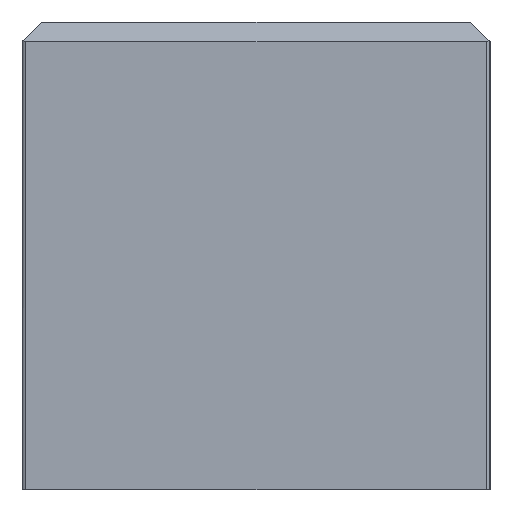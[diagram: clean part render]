
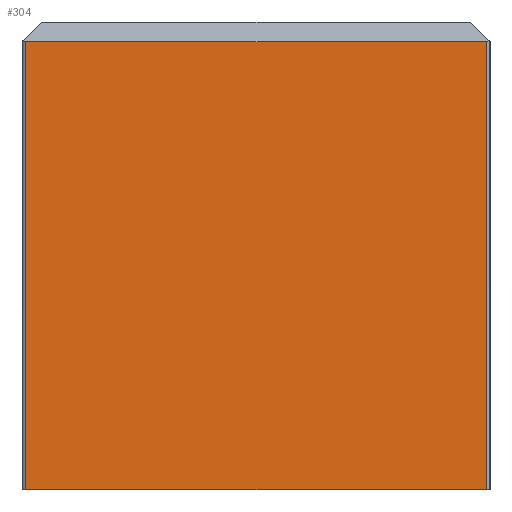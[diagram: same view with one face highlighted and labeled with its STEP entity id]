
A CAD part, left-side view. The second image highlights one B-rep face of the part: STEP entity #304.
In plain terms, the highlighted planar face has unit normal (-1, 0, 0).
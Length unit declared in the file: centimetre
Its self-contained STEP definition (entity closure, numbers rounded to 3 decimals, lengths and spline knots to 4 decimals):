
#2 = VERTEX_POINT ( 'NONE', #349 ) ;
#6 = CARTESIAN_POINT ( 'NONE',  ( -0.1068, 0.0682, 0.12 ) ) ;
#20 = DIRECTION ( 'NONE',  ( 0., 0., 1. ) ) ;
#26 = CARTESIAN_POINT ( 'NONE',  ( -0.1068, 0.0672, 0.115 ) ) ;
#37 = ORIENTED_EDGE ( 'NONE', *, *, #328, .T. ) ;
#42 = FACE_OUTER_BOUND ( 'NONE', #466, .T. ) ;
#51 = LINE ( 'NONE', #165, #127 ) ;
#53 = DIRECTION ( 'NONE',  ( 0., 1., 0. ) ) ;
#84 = CARTESIAN_POINT ( 'NONE',  ( -0.1068, -0.0508, 0.115 ) ) ;
#92 = ORIENTED_EDGE ( 'NONE', *, *, #220, .T. ) ;
#113 = DIRECTION ( 'NONE',  ( 1., 0., 0. ) ) ;
#127 = VECTOR ( 'NONE', #53, 100. ) ;
#165 = CARTESIAN_POINT ( 'NONE',  ( -0.1068, 0.0682, 0.115 ) ) ;
#172 = VERTEX_POINT ( 'NONE', #26 ) ;
#180 = EDGE_CURVE ( 'NONE', #2, #453, #360, .T. ) ;
#220 = EDGE_CURVE ( 'NONE', #172, #2, #410, .T. ) ;
#225 = CARTESIAN_POINT ( 'NONE',  ( -0.1068, 0.0672, 0.12 ) ) ;
#230 = LINE ( 'NONE', #350, #254 ) ;
#254 = VECTOR ( 'NONE', #20, 100. ) ;
#258 = VECTOR ( 'NONE', #289, 100. ) ;
#263 = DIRECTION ( 'NONE',  ( 0., 0., -1. ) ) ;
#270 = CARTESIAN_POINT ( 'NONE',  ( -0.1068, -0.0508, 0. ) ) ;
#287 = AXIS2_PLACEMENT_3D ( 'NONE', #6, #113, #263 ) ;
#289 = DIRECTION ( 'NONE',  ( 0., -1., 0. ) ) ;
#292 = CARTESIAN_POINT ( 'NONE',  ( -0.1068, 0.0682, 0. ) ) ;
#300 = DIRECTION ( 'NONE',  ( 0., 0., -1. ) ) ;
#304 = ADVANCED_FACE ( 'NONE', ( #42 ), #445, .F. ) ;
#319 = VECTOR ( 'NONE', #300, 100. ) ;
#328 = EDGE_CURVE ( 'NONE', #459, #172, #51, .T. ) ;
#336 = ORIENTED_EDGE ( 'NONE', *, *, #413, .T. ) ;
#349 = CARTESIAN_POINT ( 'NONE',  ( -0.1068, 0.0672, 0. ) ) ;
#350 = CARTESIAN_POINT ( 'NONE',  ( -0.1068, -0.0508, 0.12 ) ) ;
#351 = ORIENTED_EDGE ( 'NONE', *, *, #180, .T. ) ;
#360 = LINE ( 'NONE', #292, #258 ) ;
#410 = LINE ( 'NONE', #225, #319 ) ;
#413 = EDGE_CURVE ( 'NONE', #453, #459, #230, .T. ) ;
#445 = PLANE ( 'NONE',  #287 ) ;
#453 = VERTEX_POINT ( 'NONE', #270 ) ;
#459 = VERTEX_POINT ( 'NONE', #84 ) ;
#466 = EDGE_LOOP ( 'NONE', ( #37, #92, #351, #336 ) ) ;
